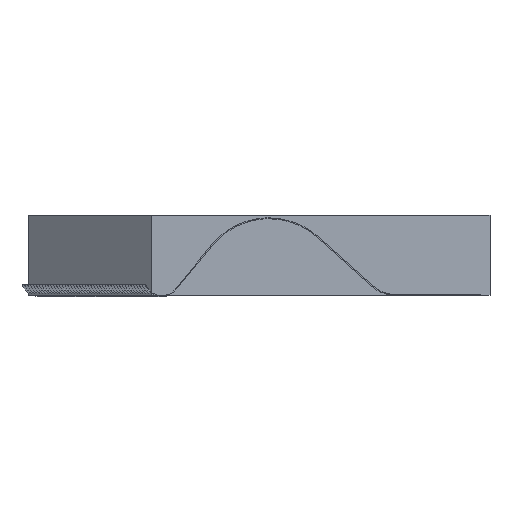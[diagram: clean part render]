
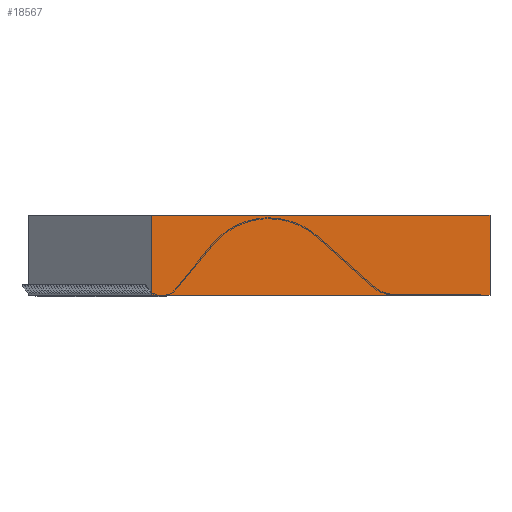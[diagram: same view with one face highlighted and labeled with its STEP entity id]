
A CAD part, left-side view. The second image highlights one B-rep face of the part: STEP entity #18567.
In plain terms, the highlighted face is planar.
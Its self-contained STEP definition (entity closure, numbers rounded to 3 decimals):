
#2462=ORIENTED_EDGE('',*,*,#8682,.F.);
#2463=ORIENTED_EDGE('',*,*,#8692,.F.);
#2464=ORIENTED_EDGE('',*,*,#8689,.F.);
#2465=ORIENTED_EDGE('',*,*,#8686,.F.);
#8682=EDGE_CURVE('',#11802,#11803,#14226,.T.);
#8686=EDGE_CURVE('',#11803,#11806,#14230,.T.);
#8689=EDGE_CURVE('',#11806,#11808,#14233,.T.);
#8692=EDGE_CURVE('',#11808,#11802,#14236,.T.);
#11802=VERTEX_POINT('',#24525);
#11803=VERTEX_POINT('',#24526);
#11806=VERTEX_POINT('',#24534);
#11808=VERTEX_POINT('',#24540);
#14226=LINE('',#24524,#15366);
#14230=LINE('',#24533,#15370);
#14233=LINE('',#24539,#15373);
#14236=LINE('',#24545,#15376);
#15366=VECTOR('',#20686,1000.);
#15370=VECTOR('',#20692,1000.);
#15373=VECTOR('',#20697,1000.);
#15376=VECTOR('',#20702,1000.);
#16511=EDGE_LOOP('',(#2462,#2463,#2464,#2465));
#17383=FACE_BOUND('',#16511,.T.);
#18255=PLANE('',#19338);
#18567=ADVANCED_FACE('',(#17383),#18255,.F.);
#19338=AXIS2_PLACEMENT_3D('',#24548,#20706,#20707);
#20686=DIRECTION('',(0.,0.,-1.));
#20692=DIRECTION('',(1.,0.,0.));
#20697=DIRECTION('',(0.,0.,1.));
#20702=DIRECTION('',(-1.,0.,0.));
#20706=DIRECTION('',(0.,-1.,0.));
#20707=DIRECTION('',(0.,0.,-1.));
#24524=CARTESIAN_POINT('',(-13.95,205.295,3.3));
#24525=CARTESIAN_POINT('',(-13.95,205.295,3.3));
#24526=CARTESIAN_POINT('',(-13.95,205.295,-3.3));
#24533=CARTESIAN_POINT('',(-13.95,205.295,-3.3));
#24534=CARTESIAN_POINT('',(13.95,205.295,-3.3));
#24539=CARTESIAN_POINT('',(13.95,205.295,-3.3));
#24540=CARTESIAN_POINT('',(13.95,205.295,3.3));
#24545=CARTESIAN_POINT('',(13.95,205.295,3.3));
#24548=CARTESIAN_POINT('',(0.,205.295,0.));
